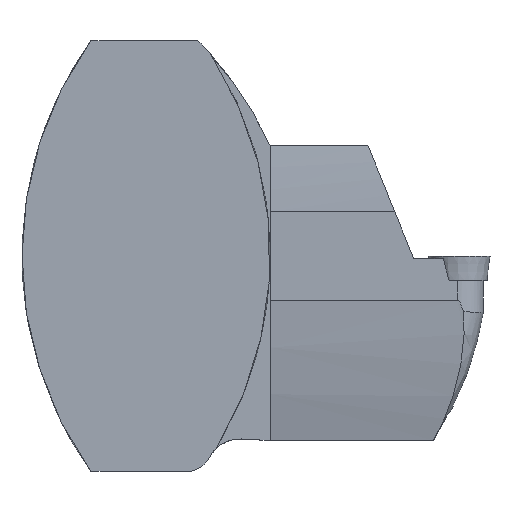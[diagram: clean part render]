
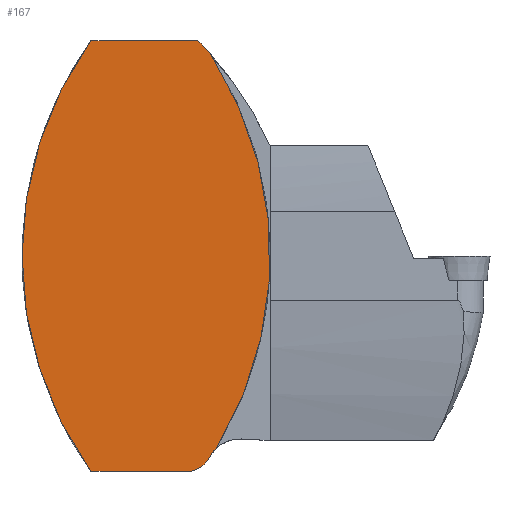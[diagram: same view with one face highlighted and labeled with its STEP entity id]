
A CAD part, top view. The second image highlights one B-rep face of the part: STEP entity #167.
In plain terms, the highlighted planar face has unit normal (0, 0, 1).
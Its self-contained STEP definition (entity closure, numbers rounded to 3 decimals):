
#147=PLANE('',#819);
#167=ADVANCED_FACE('',(#222),#147,.T.);
#222=FACE_OUTER_BOUND('',#250,.T.);
#250=EDGE_LOOP('',(#370,#371,#372,#373,#374,#375,#376));
#316=CIRCLE('',#814,60.25);
#317=CIRCLE('',#815,60.5);
#318=CIRCLE('',#816,60.25);
#319=CIRCLE('',#817,5.);
#320=CIRCLE('',#818,5.5);
#370=ORIENTED_EDGE('',*,*,#605,.F.);
#371=ORIENTED_EDGE('',*,*,#606,.T.);
#372=ORIENTED_EDGE('',*,*,#607,.F.);
#373=ORIENTED_EDGE('',*,*,#608,.T.);
#374=ORIENTED_EDGE('',*,*,#601,.T.);
#375=ORIENTED_EDGE('',*,*,#609,.F.);
#376=ORIENTED_EDGE('',*,*,#610,.F.);
#536=VERTEX_POINT('',#1201);
#537=VERTEX_POINT('',#1202);
#540=VERTEX_POINT('',#1210);
#541=VERTEX_POINT('',#1211);
#542=VERTEX_POINT('',#1213);
#543=VERTEX_POINT('',#1215);
#544=VERTEX_POINT('',#1218);
#601=EDGE_CURVE('',#536,#537,#682,.T.);
#605=EDGE_CURVE('',#540,#541,#316,.T.);
#606=EDGE_CURVE('',#540,#542,#317,.T.);
#607=EDGE_CURVE('',#543,#542,#686,.T.);
#608=EDGE_CURVE('',#543,#536,#318,.T.);
#609=EDGE_CURVE('',#544,#537,#319,.T.);
#610=EDGE_CURVE('',#541,#544,#320,.T.);
#682=LINE('',#1200,#722);
#686=LINE('',#1214,#726);
#722=VECTOR('',#920,1.);
#726=VECTOR('',#930,1.);
#814=AXIS2_PLACEMENT_3D('',#1209,#926,#927);
#815=AXIS2_PLACEMENT_3D('',#1212,#928,#929);
#816=AXIS2_PLACEMENT_3D('',#1216,#931,#932);
#817=AXIS2_PLACEMENT_3D('',#1217,#933,#934);
#818=AXIS2_PLACEMENT_3D('',#1219,#935,#936);
#819=AXIS2_PLACEMENT_3D('',#1220,#937,#938);
#920=DIRECTION('',(1.,0.,0.));
#926=DIRECTION('',(0.,0.,-1.));
#927=DIRECTION('',(1.,0.,0.));
#928=DIRECTION('',(0.,0.,1.));
#929=DIRECTION('',(1.,0.,0.));
#930=DIRECTION('',(1.,0.,0.));
#931=DIRECTION('',(0.,0.,1.));
#932=DIRECTION('',(1.,0.,0.));
#933=DIRECTION('',(0.,0.,-1.));
#934=DIRECTION('',(1.,0.,0.));
#935=DIRECTION('',(0.,0.,1.));
#936=DIRECTION('',(1.,0.,0.));
#937=DIRECTION('',(0.,0.,1.));
#938=DIRECTION('',(1.,0.,0.));
#1200=CARTESIAN_POINT('',(-20.25,-35.,0.5));
#1201=CARTESIAN_POINT('',(-8.891,-35.,0.5));
#1202=CARTESIAN_POINT('',(7.5,-35.,0.5));
#1209=CARTESIAN_POINT('',(-40.,0.,0.5));
#1210=CARTESIAN_POINT('',(10.502,32.857,0.5));
#1211=CARTESIAN_POINT('',(11.487,-31.292,0.5));
#1212=CARTESIAN_POINT('',(-34.71,-7.344,0.5));
#1213=CARTESIAN_POINT('',(8.502,35.,0.5));
#1214=CARTESIAN_POINT('',(-20.25,35.,0.5));
#1215=CARTESIAN_POINT('',(-8.891,35.,0.5));
#1216=CARTESIAN_POINT('',(40.15,0.,0.5));
#1217=CARTESIAN_POINT('',(6.1,-30.2,0.5));
#1218=CARTESIAN_POINT('',(10.484,-32.604,0.5));
#1219=CARTESIAN_POINT('',(15.306,-35.249,0.5));
#1220=CARTESIAN_POINT('',(-20.25,35.,0.5));
